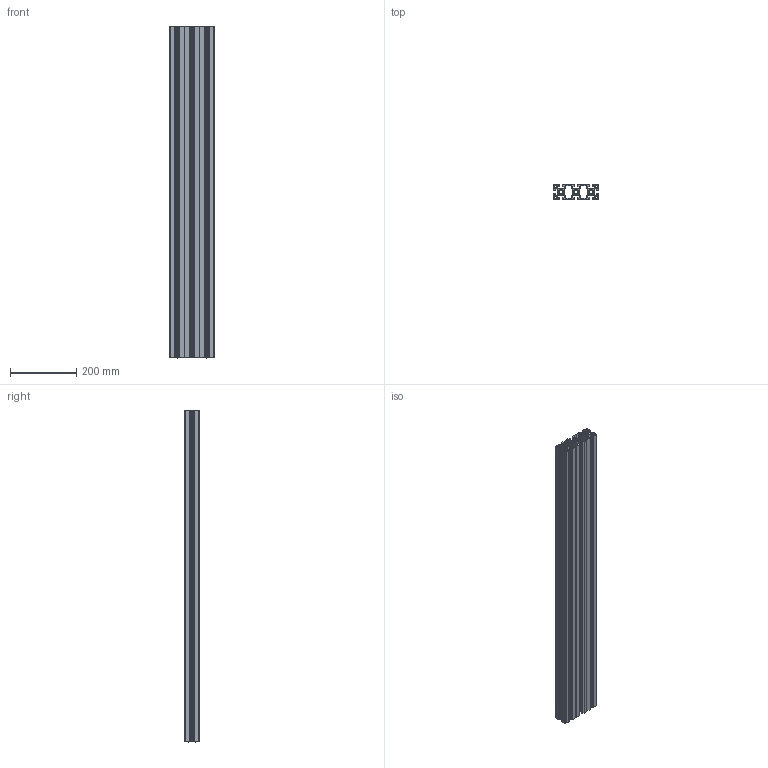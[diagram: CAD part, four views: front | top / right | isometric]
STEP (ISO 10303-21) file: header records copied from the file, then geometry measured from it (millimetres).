
FILE_DESCRIPTION (( 'STEP AP214' ), '1' );
FILE_NAME ('5513X Êîíñòðóêöèîííûé ïðîôèëü 45õ135.STEP', '2019-11-08T14:47:38', ( 'Windows User' ), ( '' ), 'SwSTEP 2.0', 'SolidWorks 2019', '' );
FILE_SCHEMA (( 'AUTOMOTIVE_DESIGN' ));
Length unit declared in the file: millimetre
Products named in the file (1): 5513X Êîíñòðóêöèîííûé ïðîôèëü 45õ135
Bounding box: 135 x 45 x 1000 mm (x, y, z)
Volume: 1841110.9 mm3; surface area: 1351762.8 mm2
Topology: 1 solids, 1 shells, 722 faces, 2160 edges, 1440 vertices
Faces by surface type: plane 382, cylinder 340
Entity records: 24534 total; most frequent: CARTESIAN_POINT 4323, ORIENTED_EDGE 4320, DIRECTION 4286, EDGE_CURVE 2160, LINE 1480, VECTOR 1480, VERTEX_POINT 1440, AXIS2_PLACEMENT_3D 1403
